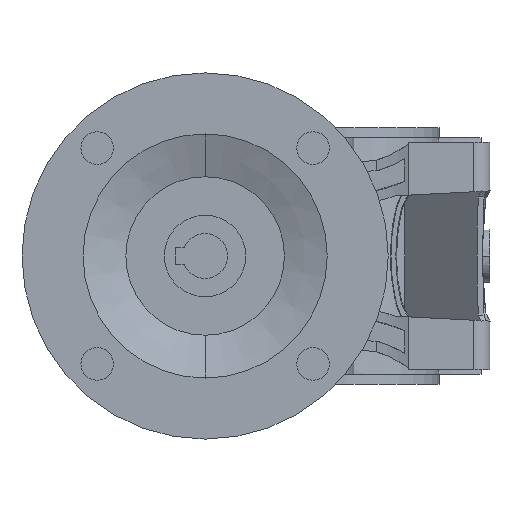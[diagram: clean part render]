
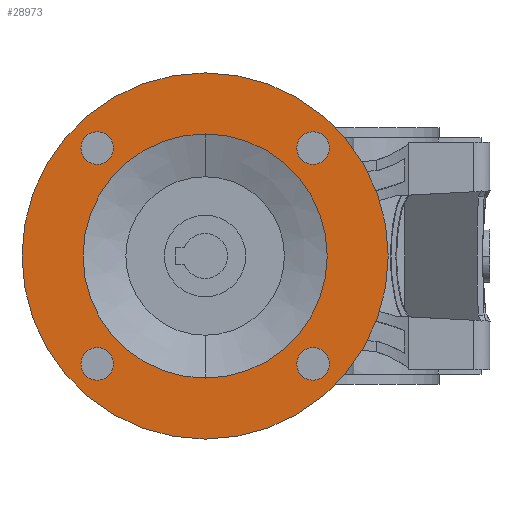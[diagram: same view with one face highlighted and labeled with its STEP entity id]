
A CAD part, left-side view. The second image highlights one B-rep face of the part: STEP entity #28973.
In plain terms, the highlighted planar face has unit normal (-1, 0, 0).
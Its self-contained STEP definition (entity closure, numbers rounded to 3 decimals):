
#28500=CARTESIAN_POINT('',(-11.,0.,0.));
#28501=DIRECTION('',(-1.,0.,0.));
#28502=DIRECTION('',(0.,0.,1.));
#28503=AXIS2_PLACEMENT_3D('',#28500,#28501,#28502);
#28505=CARTESIAN_POINT('',(-11.,0.,0.));
#28506=DIRECTION('',(-1.,0.,0.));
#28507=DIRECTION('',(0.,0.,-1.));
#28508=AXIS2_PLACEMENT_3D('',#28505,#28506,#28507);
#28510=CARTESIAN_POINT('',(-11.,26.517,-26.517));
#28511=DIRECTION('',(1.,0.,0.));
#28512=DIRECTION('',(0.,0.,-1.));
#28513=AXIS2_PLACEMENT_3D('',#28510,#28511,#28512);
#28515=CARTESIAN_POINT('',(-11.,26.517,-26.517));
#28516=DIRECTION('',(1.,0.,0.));
#28517=DIRECTION('',(0.,0.,1.));
#28518=AXIS2_PLACEMENT_3D('',#28515,#28516,#28517);
#28520=CARTESIAN_POINT('',(-11.,-26.517,-26.517));
#28521=DIRECTION('',(1.,0.,0.));
#28522=DIRECTION('',(0.,0.,-1.));
#28523=AXIS2_PLACEMENT_3D('',#28520,#28521,#28522);
#28525=CARTESIAN_POINT('',(-11.,-26.517,-26.517));
#28526=DIRECTION('',(1.,0.,0.));
#28527=DIRECTION('',(0.,0.,1.));
#28528=AXIS2_PLACEMENT_3D('',#28525,#28526,#28527);
#28530=CARTESIAN_POINT('',(-11.,-26.517,26.517));
#28531=DIRECTION('',(1.,0.,0.));
#28532=DIRECTION('',(0.,0.,-1.));
#28533=AXIS2_PLACEMENT_3D('',#28530,#28531,#28532);
#28535=CARTESIAN_POINT('',(-11.,-26.517,26.517));
#28536=DIRECTION('',(1.,0.,0.));
#28537=DIRECTION('',(0.,0.,1.));
#28538=AXIS2_PLACEMENT_3D('',#28535,#28536,#28537);
#28540=CARTESIAN_POINT('',(-11.,26.517,26.517));
#28541=DIRECTION('',(1.,0.,0.));
#28542=DIRECTION('',(0.,0.,-1.));
#28543=AXIS2_PLACEMENT_3D('',#28540,#28541,#28542);
#28545=CARTESIAN_POINT('',(-11.,26.517,26.517));
#28546=DIRECTION('',(1.,0.,0.));
#28547=DIRECTION('',(0.,0.,1.));
#28548=AXIS2_PLACEMENT_3D('',#28545,#28546,#28547);
#28550=CARTESIAN_POINT('',(-11.,0.,0.));
#28551=DIRECTION('',(1.,0.,0.));
#28552=DIRECTION('',(0.,0.,-1.));
#28553=AXIS2_PLACEMENT_3D('',#28550,#28551,#28552);
#28555=CARTESIAN_POINT('',(-11.,0.,0.));
#28556=DIRECTION('',(1.,0.,0.));
#28557=DIRECTION('',(0.,0.,1.));
#28558=AXIS2_PLACEMENT_3D('',#28555,#28556,#28557);
#28802=CARTESIAN_POINT('',(-11.,26.517,-30.517));
#28804=VERTEX_POINT('',#28802);
#28808=CARTESIAN_POINT('',(-11.,26.517,-22.517));
#28809=VERTEX_POINT('',#28808);
#28814=CARTESIAN_POINT('',(-11.,-26.517,-30.517));
#28815=VERTEX_POINT('',#28814);
#28816=CARTESIAN_POINT('',(-11.,-26.517,-22.517));
#28817=VERTEX_POINT('',#28816);
#28822=CARTESIAN_POINT('',(-11.,-26.517,22.517));
#28823=VERTEX_POINT('',#28822);
#28824=CARTESIAN_POINT('',(-11.,-26.517,30.517));
#28825=VERTEX_POINT('',#28824);
#28830=CARTESIAN_POINT('',(-11.,26.517,22.517));
#28831=VERTEX_POINT('',#28830);
#28832=CARTESIAN_POINT('',(-11.,26.517,30.517));
#28833=VERTEX_POINT('',#28832);
#28846=CARTESIAN_POINT('',(-11.,0.,-45.));
#28847=VERTEX_POINT('',#28846);
#28848=CARTESIAN_POINT('',(-11.,0.,45.));
#28849=VERTEX_POINT('',#28848);
#28854=CARTESIAN_POINT('',(-11.,0.,-30.));
#28855=VERTEX_POINT('',#28854);
#28856=CARTESIAN_POINT('',(-11.,0.,30.));
#28857=VERTEX_POINT('',#28856);
#28934=CARTESIAN_POINT('',(-11.,30.,0.));
#28935=DIRECTION('',(1.,0.,0.));
#28936=DIRECTION('',(0.,0.,-1.));
#28937=AXIS2_PLACEMENT_3D('',#28934,#28935,#28936);
#28938=PLANE('',#28937);
#28940=ORIENTED_EDGE('',*,*,#28939,.F.);
#28942=ORIENTED_EDGE('',*,*,#28941,.F.);
#28943=EDGE_LOOP('',(#28940,#28942));
#28944=FACE_OUTER_BOUND('',#28943,.F.);
#28946=ORIENTED_EDGE('',*,*,#28945,.F.);
#28948=ORIENTED_EDGE('',*,*,#28947,.F.);
#28949=EDGE_LOOP('',(#28946,#28948));
#28950=FACE_BOUND('',#28949,.F.);
#28951=ORIENTED_EDGE('',*,*,#28927,.F.);
#28952=ORIENTED_EDGE('',*,*,#28903,.F.);
#28953=EDGE_LOOP('',(#28951,#28952));
#28954=FACE_BOUND('',#28953,.F.);
#28956=ORIENTED_EDGE('',*,*,#28955,.F.);
#28958=ORIENTED_EDGE('',*,*,#28957,.F.);
#28959=EDGE_LOOP('',(#28956,#28958));
#28960=FACE_BOUND('',#28959,.F.);
#28962=ORIENTED_EDGE('',*,*,#28961,.F.);
#28964=ORIENTED_EDGE('',*,*,#28963,.F.);
#28965=EDGE_LOOP('',(#28962,#28964));
#28966=FACE_BOUND('',#28965,.F.);
#28968=ORIENTED_EDGE('',*,*,#28967,.F.);
#28970=ORIENTED_EDGE('',*,*,#28969,.F.);
#28971=EDGE_LOOP('',(#28968,#28970));
#28972=FACE_BOUND('',#28971,.F.);
#28973=ADVANCED_FACE('',(#28944,#28950,#28954,#28960,#28966,#28972),#28938,.F.);
#28504=CIRCLE('',#28503,45.);
#28509=CIRCLE('',#28508,45.);
#28514=CIRCLE('',#28513,4.);
#28519=CIRCLE('',#28518,4.);
#28524=CIRCLE('',#28523,4.);
#28529=CIRCLE('',#28528,4.);
#28534=CIRCLE('',#28533,4.);
#28539=CIRCLE('',#28538,4.);
#28544=CIRCLE('',#28543,4.);
#28549=CIRCLE('',#28548,4.);
#28554=CIRCLE('',#28553,30.);
#28559=CIRCLE('',#28558,30.);
#28903=EDGE_CURVE('',#28817,#28815,#28529,.T.);
#28927=EDGE_CURVE('',#28815,#28817,#28524,.T.);
#28939=EDGE_CURVE('',#28849,#28847,#28504,.T.);
#28941=EDGE_CURVE('',#28847,#28849,#28509,.T.);
#28945=EDGE_CURVE('',#28804,#28809,#28514,.T.);
#28947=EDGE_CURVE('',#28809,#28804,#28519,.T.);
#28955=EDGE_CURVE('',#28823,#28825,#28534,.T.);
#28957=EDGE_CURVE('',#28825,#28823,#28539,.T.);
#28961=EDGE_CURVE('',#28831,#28833,#28544,.T.);
#28963=EDGE_CURVE('',#28833,#28831,#28549,.T.);
#28967=EDGE_CURVE('',#28855,#28857,#28554,.T.);
#28969=EDGE_CURVE('',#28857,#28855,#28559,.T.);
